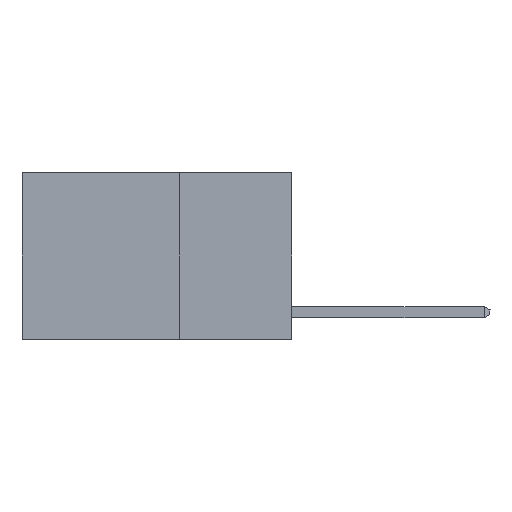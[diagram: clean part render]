
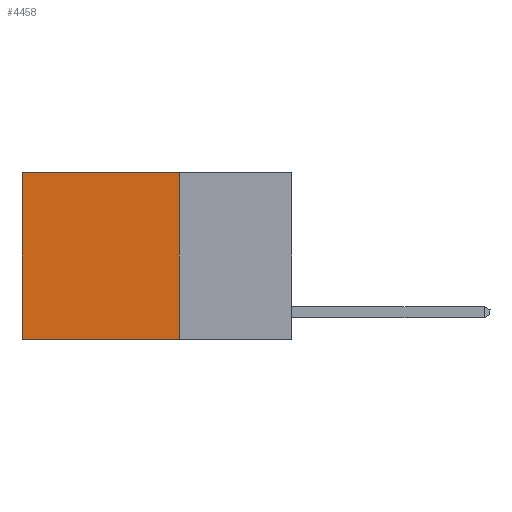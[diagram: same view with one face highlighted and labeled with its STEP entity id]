
A CAD part, left-side view. The second image highlights one B-rep face of the part: STEP entity #4458.
In plain terms, the highlighted planar face has unit normal (-1, 0, 0).
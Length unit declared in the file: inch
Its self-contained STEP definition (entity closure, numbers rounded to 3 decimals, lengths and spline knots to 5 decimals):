
#132 = DIRECTION ( 'NONE',  ( 0., 0., -1. ) ) ;
#223 = EDGE_CURVE ( 'NONE', #10034, #2928, #3189, .T. ) ;
#322 = PLANE ( 'NONE',  #2956 ) ;
#362 = CARTESIAN_POINT ( 'NONE',  ( 0.2625, 0.6, 0. ) ) ;
#772 = VERTEX_POINT ( 'NONE', #6362 ) ;
#1036 = DIRECTION ( 'NONE',  ( 0., 0., -1. ) ) ;
#1073 = DIRECTION ( 'NONE',  ( 0., 0., -1. ) ) ;
#1112 = ORIENTED_EDGE ( 'NONE', *, *, #9907, .F. ) ;
#1147 = CARTESIAN_POINT ( 'NONE',  ( 0.2625, 0.25, 0. ) ) ;
#1210 = VECTOR ( 'NONE', #132, 39.37008 ) ;
#1722 = CARTESIAN_POINT ( 'NONE',  ( 0.2625, 0.6, 0. ) ) ;
#1911 = ORIENTED_EDGE ( 'NONE', *, *, #4308, .F. ) ;
#2159 = CARTESIAN_POINT ( 'NONE',  ( 0.2625, 0.25, -0.37 ) ) ;
#2266 = CARTESIAN_POINT ( 'NONE',  ( 0.2625, 0.25, -0.37 ) ) ;
#2365 = DIRECTION ( 'NONE',  ( 0., 1., 0. ) ) ;
#2709 = FACE_OUTER_BOUND ( 'NONE', #6032, .T. ) ;
#2928 = VERTEX_POINT ( 'NONE', #1722 ) ;
#2956 = AXIS2_PLACEMENT_3D ( 'NONE', #1147, #8959, #1073 ) ;
#3189 = LINE ( 'NONE', #8419, #9057 ) ;
#3403 = LINE ( 'NONE', #8817, #1210 ) ;
#3862 = DIRECTION ( 'NONE',  ( 0., 1., 0. ) ) ;
#4308 = EDGE_CURVE ( 'NONE', #10034, #4548, #3403, .T. ) ;
#4458 = ADVANCED_FACE ( 'NONE', ( #2709 ), #322, .F. ) ;
#4548 = VERTEX_POINT ( 'NONE', #2266 ) ;
#4991 = CARTESIAN_POINT ( 'NONE',  ( 0.2625, 0.25, 0. ) ) ;
#5854 = ORIENTED_EDGE ( 'NONE', *, *, #9322, .T. ) ;
#6032 = EDGE_LOOP ( 'NONE', ( #5854, #1112, #1911, #6133 ) ) ;
#6133 = ORIENTED_EDGE ( 'NONE', *, *, #223, .T. ) ;
#6362 = CARTESIAN_POINT ( 'NONE',  ( 0.2625, 0.6, -0.37 ) ) ;
#6570 = VECTOR ( 'NONE', #1036, 39.37008 ) ;
#6844 = LINE ( 'NONE', #362, #6570 ) ;
#7363 = VECTOR ( 'NONE', #3862, 39.37008 ) ;
#8419 = CARTESIAN_POINT ( 'NONE',  ( 0.2625, 0.25, 0. ) ) ;
#8817 = CARTESIAN_POINT ( 'NONE',  ( 0.2625, 0.25, 0. ) ) ;
#8959 = DIRECTION ( 'NONE',  ( 1., 0., 0. ) ) ;
#9057 = VECTOR ( 'NONE', #2365, 39.37008 ) ;
#9322 = EDGE_CURVE ( 'NONE', #2928, #772, #6844, .T. ) ;
#9907 = EDGE_CURVE ( 'NONE', #4548, #772, #11013, .T. ) ;
#10034 = VERTEX_POINT ( 'NONE', #4991 ) ;
#11013 = LINE ( 'NONE', #2159, #7363 ) ;
